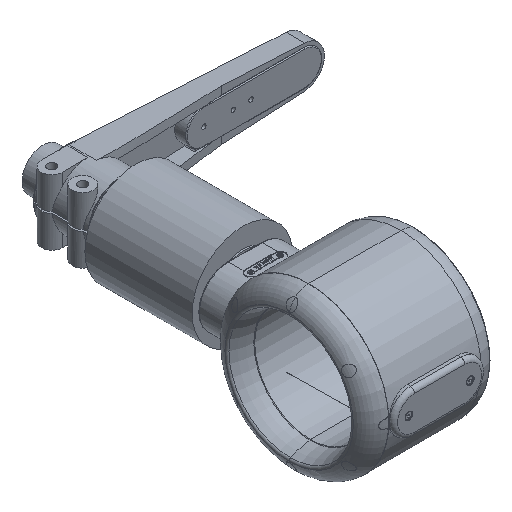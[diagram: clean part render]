
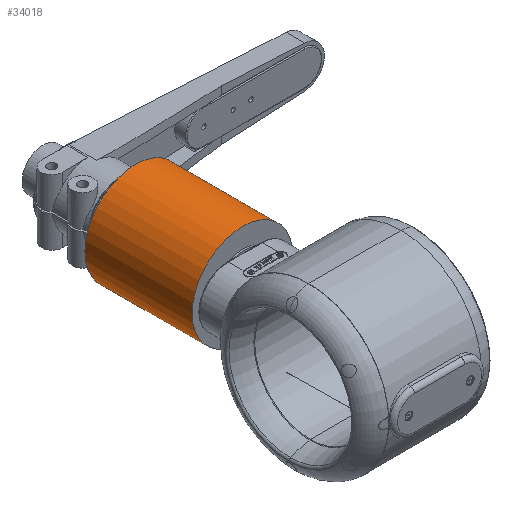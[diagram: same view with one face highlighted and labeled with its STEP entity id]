
A CAD part, isometric view. The second image highlights one B-rep face of the part: STEP entity #34018.
In plain terms, the highlighted cylindrical face has radius 60 mm (diameter 120 mm), a full revolution.
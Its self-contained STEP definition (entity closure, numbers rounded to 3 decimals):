
#352 = ORIENTED_EDGE ( 'NONE', *, *, #12100, .F. ) ;
#4854 = AXIS2_PLACEMENT_3D ( 'NONE', #23408, #10708, #36953 ) ;
#9187 = CARTESIAN_POINT ( 'NONE',  ( 43.489, -134.741, 83.308 ) ) ;
#10708 = DIRECTION ( 'NONE',  ( 0., 1., 0. ) ) ;
#12100 = EDGE_CURVE ( 'NONE', #24916, #24916, #36454, .T. ) ;
#14185 = CIRCLE ( 'NONE', #41567, 60. ) ;
#16929 = EDGE_LOOP ( 'NONE', ( #31042 ) ) ;
#18305 = DIRECTION ( 'NONE',  ( 0., 1., 0. ) ) ;
#18678 = CYLINDRICAL_SURFACE ( 'NONE', #40553, 60. ) ;
#22550 = EDGE_LOOP ( 'NONE', ( #352 ) ) ;
#23408 = CARTESIAN_POINT ( 'NONE',  ( -16.511, -6.741, 83.308 ) ) ;
#24916 = VERTEX_POINT ( 'NONE', #38037 ) ;
#28535 = DIRECTION ( 'NONE',  ( 0., 1., 0. ) ) ;
#31042 = ORIENTED_EDGE ( 'NONE', *, *, #36515, .T. ) ;
#31578 = VERTEX_POINT ( 'NONE', #9187 ) ;
#31592 = CARTESIAN_POINT ( 'NONE',  ( -16.511, -134.741, 83.308 ) ) ;
#31981 = FACE_OUTER_BOUND ( 'NONE', #16929, .T. ) ;
#32416 = CARTESIAN_POINT ( 'NONE',  ( -16.511, -304.447, 83.308 ) ) ;
#34018 = ADVANCED_FACE ( 'NONE', ( #35642, #31981 ), #18678, .T. ) ;
#35642 = FACE_OUTER_BOUND ( 'NONE', #22550, .T. ) ;
#36454 = CIRCLE ( 'NONE', #4854, 60. ) ;
#36515 = EDGE_CURVE ( 'NONE', #31578, #31578, #14185, .T. ) ;
#36953 = DIRECTION ( 'NONE',  ( -1., 0., 0. ) ) ;
#38037 = CARTESIAN_POINT ( 'NONE',  ( -76.511, -6.741, 83.308 ) ) ;
#40553 = AXIS2_PLACEMENT_3D ( 'NONE', #32416, #28535, #41626 ) ;
#41449 = DIRECTION ( 'NONE',  ( 1., 0., 0. ) ) ;
#41567 = AXIS2_PLACEMENT_3D ( 'NONE', #31592, #18305, #41449 ) ;
#41626 = DIRECTION ( 'NONE',  ( -1., 0., 0. ) ) ;
